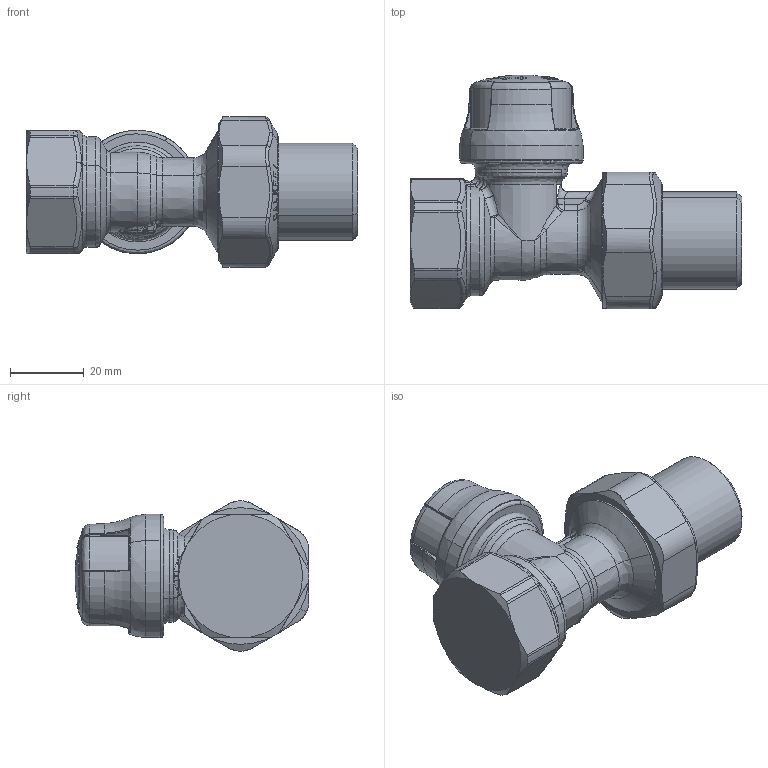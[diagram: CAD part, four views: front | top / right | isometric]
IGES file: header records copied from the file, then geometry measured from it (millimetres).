
Start section:  PTC IGES file: _da_convertire0001_sw0001.igs
Global section: file name: _da_convertire0001_sw0001.igs; native system: Creo Parametric by PTC Inc.; preprocessor: 2014500; author: mparodi; organization: Unknown; date: 20170131.094546; units: millimetre
Bounding box: 89.6 x 63.3 x 40.7 mm (x, y, z)
Surface area: 18412.1 mm2 (no closed solid volume)
Topology: 0 solids, 0 shells, 616 faces, 3013 edges, 2954 vertices
Faces by surface type: bspline 322, revolution 275, extrusion 19
